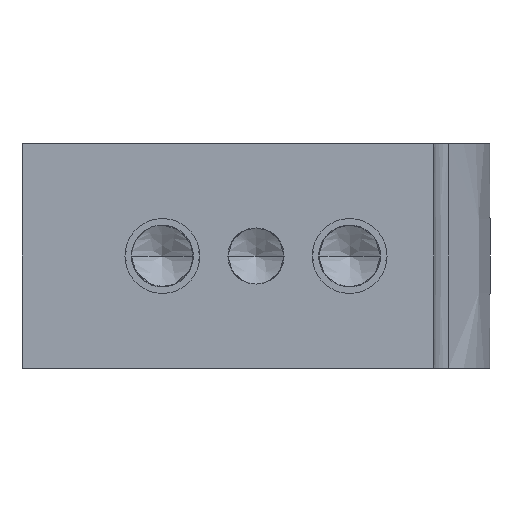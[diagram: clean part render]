
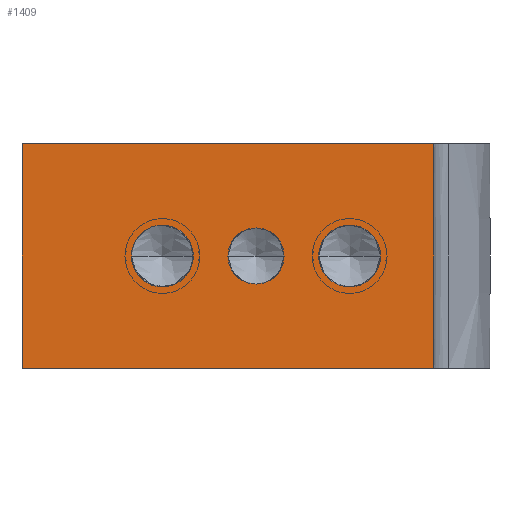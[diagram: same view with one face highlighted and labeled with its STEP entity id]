
A CAD part, front view. The second image highlights one B-rep face of the part: STEP entity #1409.
In plain terms, the highlighted free-form (B-spline) face has degree [1, 1] with [2, 2] control points.
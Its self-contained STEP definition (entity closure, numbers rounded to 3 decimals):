
#158=DIRECTION('',(-1.,0.,0.));
#159=VECTOR('',#158,22.);
#160=CARTESIAN_POINT('',(5.5,-21.5,13.));
#161=LINE('',#160,#159);
#450=CARTESIAN_POINT('',(-4.,-21.5,7.));
#451=DIRECTION('',(0.,-1.,0.));
#452=DIRECTION('',(-1.,0.,0.));
#453=AXIS2_PLACEMENT_3D('',#450,#451,#452);
#455=CARTESIAN_POINT('',(-4.,-21.5,7.));
#456=DIRECTION('',(0.,-1.,0.));
#457=DIRECTION('',(1.,0.,0.));
#458=AXIS2_PLACEMENT_3D('',#455,#456,#457);
#460=CARTESIAN_POINT('',(1.,-21.5,7.));
#461=DIRECTION('',(0.,-1.,0.));
#462=DIRECTION('',(-1.,0.,0.));
#463=AXIS2_PLACEMENT_3D('',#460,#461,#462);
#465=CARTESIAN_POINT('',(1.,-21.5,7.));
#466=DIRECTION('',(0.,-1.,0.));
#467=DIRECTION('',(1.,0.,0.));
#468=AXIS2_PLACEMENT_3D('',#465,#466,#467);
#470=DIRECTION('',(0.,0.,1.));
#471=VECTOR('',#470,12.);
#472=CARTESIAN_POINT('',(5.5,-21.5,1.));
#473=LINE('',#472,#471);
#474=DIRECTION('',(-1.,0.,0.));
#475=VECTOR('',#474,22.);
#476=CARTESIAN_POINT('',(5.5,-21.5,1.));
#477=LINE('',#476,#475);
#478=DIRECTION('',(0.,0.,1.));
#479=VECTOR('',#478,12.);
#480=CARTESIAN_POINT('',(-16.5,-21.5,1.));
#481=LINE('',#480,#479);
#482=CARTESIAN_POINT('',(-9.,-21.5,7.));
#483=DIRECTION('',(0.,-1.,0.));
#484=DIRECTION('',(0.,0.,1.));
#485=AXIS2_PLACEMENT_3D('',#482,#483,#484);
#549=CARTESIAN_POINT('',(-9.,-21.5,7.));
#550=DIRECTION('',(0.,1.,0.));
#551=DIRECTION('',(0.,0.,1.));
#552=AXIS2_PLACEMENT_3D('',#549,#550,#551);
#643=CARTESIAN_POINT('',(-5.5,-21.5,7.));
#644=CARTESIAN_POINT('',(-2.5,-21.5,7.));
#645=VERTEX_POINT('',#643);
#646=VERTEX_POINT('',#644);
#647=CARTESIAN_POINT('',(-0.65,-21.5,7.));
#648=CARTESIAN_POINT('',(2.65,-21.5,7.));
#649=VERTEX_POINT('',#647);
#650=VERTEX_POINT('',#648);
#652=CARTESIAN_POINT('',(-16.5,-21.5,1.));
#654=VERTEX_POINT('',#652);
#656=CARTESIAN_POINT('',(-16.5,-21.5,13.));
#658=VERTEX_POINT('',#656);
#729=CARTESIAN_POINT('',(5.5,-21.5,1.));
#730=CARTESIAN_POINT('',(5.5,-21.5,13.));
#731=VERTEX_POINT('',#729);
#732=VERTEX_POINT('',#730);
#749=CARTESIAN_POINT('',(-9.,-21.5,8.65));
#750=CARTESIAN_POINT('',(-10.65,-21.5,7.));
#751=VERTEX_POINT('',#749);
#752=VERTEX_POINT('',#750);
#1380=CARTESIAN_POINT('',(-16.94,-21.5,0.76));
#1381=CARTESIAN_POINT('',(-16.94,-21.5,13.24));
#1382=CARTESIAN_POINT('',(5.94,-21.5,0.76));
#1383=CARTESIAN_POINT('',(5.94,-21.5,13.24));
#1384=B_SPLINE_SURFACE_WITH_KNOTS('',1,1,((#1380,#1381),(#1382,#1383)),
.UNSPECIFIED.,.F.,.F.,.F.,(2,2),(2,2),(7.56,30.44),(0.76,13.24),
.UNSPECIFIED.);
#1385=ORIENTED_EDGE('',*,*,#1274,.F.);
#1386=ORIENTED_EDGE('',*,*,#1256,.T.);
#1387=ORIENTED_EDGE('',*,*,#1082,.T.);
#1388=ORIENTED_EDGE('',*,*,#778,.F.);
#1389=EDGE_LOOP('',(#1385,#1386,#1387,#1388));
#1390=FACE_OUTER_BOUND('',#1389,.F.);
#1392=ORIENTED_EDGE('',*,*,#1391,.T.);
#1394=ORIENTED_EDGE('',*,*,#1393,.T.);
#1395=EDGE_LOOP('',(#1392,#1394));
#1396=FACE_BOUND('',#1395,.F.);
#1398=ORIENTED_EDGE('',*,*,#1397,.T.);
#1400=ORIENTED_EDGE('',*,*,#1399,.T.);
#1401=EDGE_LOOP('',(#1398,#1400));
#1402=FACE_BOUND('',#1401,.F.);
#1404=ORIENTED_EDGE('',*,*,#1403,.F.);
#1406=ORIENTED_EDGE('',*,*,#1405,.T.);
#1407=EDGE_LOOP('',(#1404,#1406));
#1408=FACE_BOUND('',#1407,.F.);
#1409=ADVANCED_FACE('',(#1390,#1396,#1402,#1408),#1384,.T.);
#454=CIRCLE('',#453,1.5);
#459=CIRCLE('',#458,1.5);
#464=CIRCLE('',#463,1.65);
#469=CIRCLE('',#468,1.65);
#486=CIRCLE('',#485,1.65);
#553=CIRCLE('',#552,1.65);
#778=EDGE_CURVE('',#732,#658,#161,.T.);
#1082=EDGE_CURVE('',#654,#658,#481,.T.);
#1256=EDGE_CURVE('',#731,#654,#477,.T.);
#1274=EDGE_CURVE('',#731,#732,#473,.T.);
#1391=EDGE_CURVE('',#645,#646,#454,.T.);
#1393=EDGE_CURVE('',#646,#645,#459,.T.);
#1397=EDGE_CURVE('',#649,#650,#464,.T.);
#1399=EDGE_CURVE('',#650,#649,#469,.T.);
#1403=EDGE_CURVE('',#751,#752,#553,.T.);
#1405=EDGE_CURVE('',#751,#752,#486,.T.);
